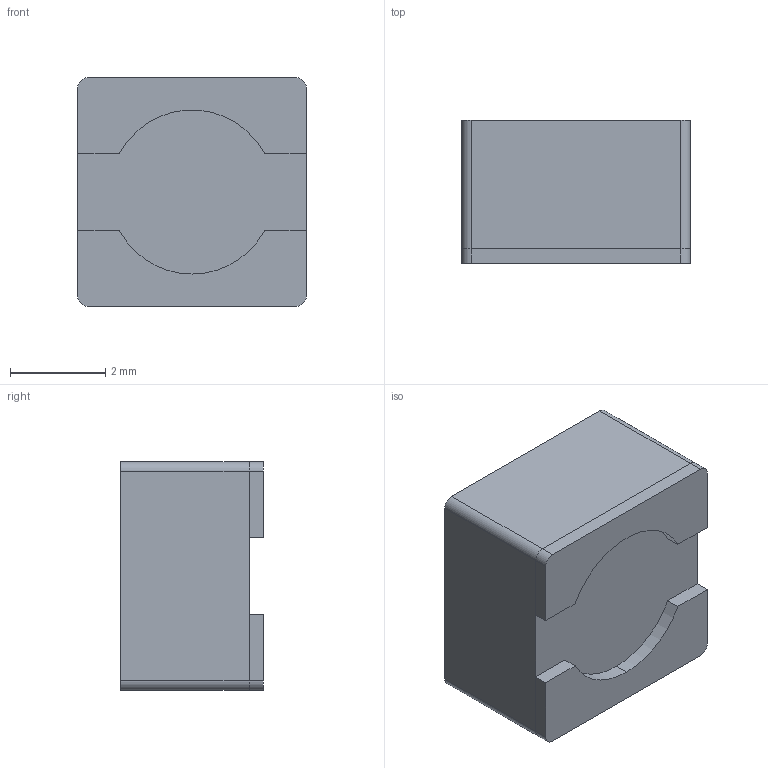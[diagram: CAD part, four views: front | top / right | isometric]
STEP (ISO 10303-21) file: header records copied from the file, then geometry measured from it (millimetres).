
FILE_DESCRIPTION (( 'STEP AP214' ), '1' );
FILE_NAME ('744043004.STEP', '2022-05-11T06:41:13', ( '' ), ( '' ), 'SwSTEP 2.0', 'SolidWorks 2017', '' );
FILE_SCHEMA (( 'AUTOMOTIVE_DESIGN' ));
Length unit declared in the file: millimetre
Products named in the file (1): 744043004
Bounding box: 4.8 x 3 x 4.8 mm (x, y, z)
Volume: 65.5 mm3; surface area: 150.9 mm2
Topology: 5 solids, 5 shells, 44 faces, 99 edges, 66 vertices
Faces by surface type: plane 25, cylinder 19
Entity records: 1315 total; most frequent: DIRECTION 227, CARTESIAN_POINT 210, ORIENTED_EDGE 198, EDGE_CURVE 99, AXIS2_PLACEMENT_3D 83, VERTEX_POINT 66, LINE 61, VECTOR 61
